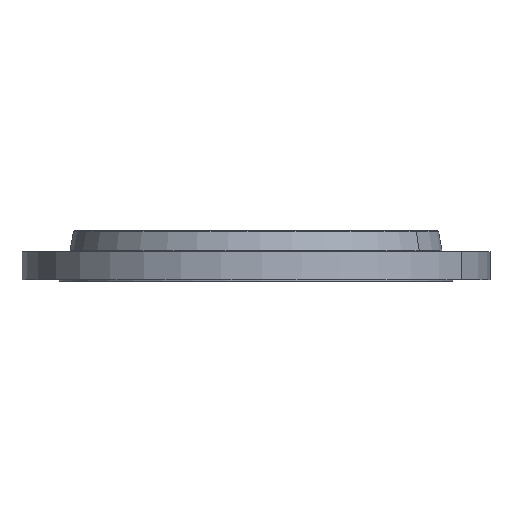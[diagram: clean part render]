
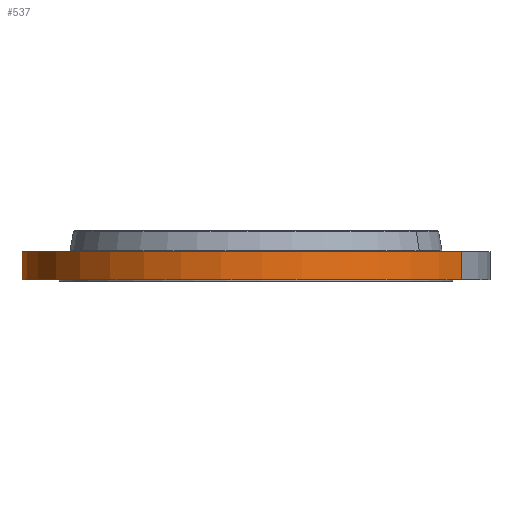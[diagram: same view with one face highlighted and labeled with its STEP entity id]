
A CAD part, left-side view. The second image highlights one B-rep face of the part: STEP entity #537.
In plain terms, the highlighted cylindrical face has radius 317.5 mm (diameter 635 mm), a partial arc.
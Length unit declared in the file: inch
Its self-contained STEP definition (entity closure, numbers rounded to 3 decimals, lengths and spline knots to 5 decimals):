
#198=AXIS2_PLACEMENT_3D('Circle Axis2P3D',#196,#197,$) ;
#510=AXIS2_PLACEMENT_3D('Cylinder Axis2P3D',#507,#508,#509) ;
#521=AXIS2_PLACEMENT_3D('Circle Axis2P3D',#519,#520,$) ;
#196=CARTESIAN_POINT('Axis2P3D Location',(0.,0.,0.)) ;
#200=CARTESIAN_POINT('Vertex',(-5.99282,-10.96978,0.)) ;
#202=CARTESIAN_POINT('Vertex',(5.99282,10.96978,0.)) ;
#507=CARTESIAN_POINT('Axis2P3D Location',(0.,0.,1.27875)) ;
#512=CARTESIAN_POINT('Line Origine',(-5.99282,-10.96978,0.75)) ;
#516=CARTESIAN_POINT('Vertex',(-5.99282,-10.96978,1.5)) ;
#519=CARTESIAN_POINT('Axis2P3D Location',(0.,0.,1.5)) ;
#523=CARTESIAN_POINT('Vertex',(5.99282,10.96978,1.5)) ;
#526=CARTESIAN_POINT('Line Origine',(5.99282,10.96978,0.75)) ;
#197=DIRECTION('Axis2P3D Direction',(0.,0.,-0.039)) ;
#508=DIRECTION('Axis2P3D Direction',(0.,0.,-0.039)) ;
#509=DIRECTION('Axis2P3D XDirection',(0.019,0.035,0.)) ;
#513=DIRECTION('Vector Direction',(0.,0.,-0.039)) ;
#520=DIRECTION('Axis2P3D Direction',(0.,0.,-0.039)) ;
#527=DIRECTION('Vector Direction',(0.,0.,-0.039)) ;
#514=VECTOR('Line Direction',#513,0.03937) ;
#528=VECTOR('Line Direction',#527,0.03937) ;
#532=ORIENTED_EDGE('',*,*,#204,.F.) ;
#533=ORIENTED_EDGE('',*,*,#518,.T.) ;
#534=ORIENTED_EDGE('',*,*,#525,.T.) ;
#535=ORIENTED_EDGE('',*,*,#530,.F.) ;
#537=ADVANCED_FACE('PartBody',(#536),#511,.T.) ;
#199=CIRCLE('generated circle',#198,12.5) ;
#522=CIRCLE('generated circle',#521,12.5) ;
#511=CYLINDRICAL_SURFACE('generated cylinder',#510,12.5) ;
#204=EDGE_CURVE('',#201,#203,#199,.T.) ;
#518=EDGE_CURVE('',#201,#517,#515,.F.) ;
#525=EDGE_CURVE('',#517,#524,#522,.T.) ;
#530=EDGE_CURVE('',#203,#524,#529,.F.) ;
#531=EDGE_LOOP('',(#532,#533,#534,#535)) ;
#536=FACE_OUTER_BOUND('',#531,.T.) ;
#515=LINE('Line',#512,#514) ;
#529=LINE('Line',#526,#528) ;
#201=VERTEX_POINT('',#200) ;
#203=VERTEX_POINT('',#202) ;
#517=VERTEX_POINT('',#516) ;
#524=VERTEX_POINT('',#523) ;
